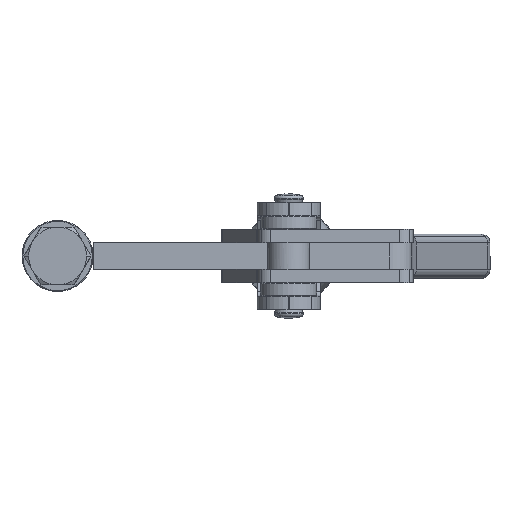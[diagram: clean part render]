
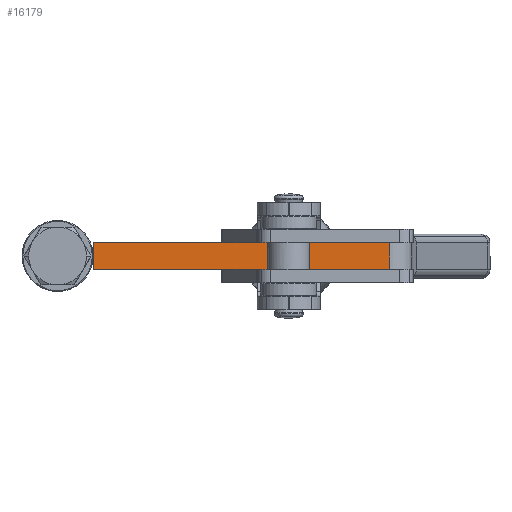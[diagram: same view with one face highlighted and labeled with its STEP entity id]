
A CAD part, front view. The second image highlights one B-rep face of the part: STEP entity #16179.
In plain terms, the highlighted face is planar.
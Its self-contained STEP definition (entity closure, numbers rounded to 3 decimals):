
#15909=CARTESIAN_POINT('',(-36.938,27.735,6.));
#15910=VERTEX_POINT('',#15909);
#16014=CARTESIAN_POINT('',(-36.938,27.735,3.));
#16015=VERTEX_POINT('',#16014);
#16022=CARTESIAN_POINT('',(-36.938,27.735,6.));
#16023=DIRECTION('',(0.0,0.0,-1.0));
#16024=VECTOR('',#16023,3.);
#16025=LINE('',#16022,#16024);
#16026=EDGE_CURVE('',#15910,#16015,#16025,.T.);
#16038=CARTESIAN_POINT('',(-36.938,27.735,9.));
#16039=VERTEX_POINT('',#16038);
#16046=CARTESIAN_POINT('',(29.757,28.234,9.));
#16047=VERTEX_POINT('',#16046);
#16048=CARTESIAN_POINT('',(29.757,28.234,9.));
#16049=DIRECTION('',(-1.,-0.007,0.));
#16050=VECTOR('',#16049,66.697);
#16051=LINE('',#16048,#16050);
#16052=EDGE_CURVE('',#16047,#16039,#16051,.T.);
#16139=CARTESIAN_POINT('',(-36.938,27.735,9.));
#16140=DIRECTION('',(0.0,0.0,-1.0));
#16141=VECTOR('',#16140,3.);
#16142=LINE('',#16139,#16141);
#16143=EDGE_CURVE('',#16039,#15910,#16142,.T.);
#16155=CARTESIAN_POINT('',(29.757,28.234,3.));
#16156=DIRECTION('',(0.007,-1.,0.));
#16157=DIRECTION('',(0.0,0.0,-1.0));
#16158=AXIS2_PLACEMENT_3D('',#16155,#16156,#16157);
#16159=PLANE('',#16158);
#16160=ORIENTED_EDGE('',*,*,#16143,.T.);
#16161=ORIENTED_EDGE('',*,*,#16026,.T.);
#16162=CARTESIAN_POINT('',(29.757,28.234,3.));
#16163=VERTEX_POINT('',#16162);
#16164=CARTESIAN_POINT('',(-36.938,27.735,3.));
#16165=DIRECTION('',(1.,0.007,0.));
#16166=VECTOR('',#16165,66.697);
#16167=LINE('',#16164,#16166);
#16168=EDGE_CURVE('',#16015,#16163,#16167,.T.);
#16169=ORIENTED_EDGE('',*,*,#16168,.T.);
#16170=CARTESIAN_POINT('',(29.757,28.234,3.));
#16171=DIRECTION('',(0.0,0.0,1.0));
#16172=VECTOR('',#16171,6.);
#16173=LINE('',#16170,#16172);
#16174=EDGE_CURVE('',#16163,#16047,#16173,.T.);
#16175=ORIENTED_EDGE('',*,*,#16174,.T.);
#16176=ORIENTED_EDGE('',*,*,#16052,.T.);
#16177=EDGE_LOOP('',(#16160,#16161,#16169,#16175,#16176));
#16178=FACE_OUTER_BOUND('',#16177,.T.);
#16179=ADVANCED_FACE('',(#16178),#16159,.T.);
